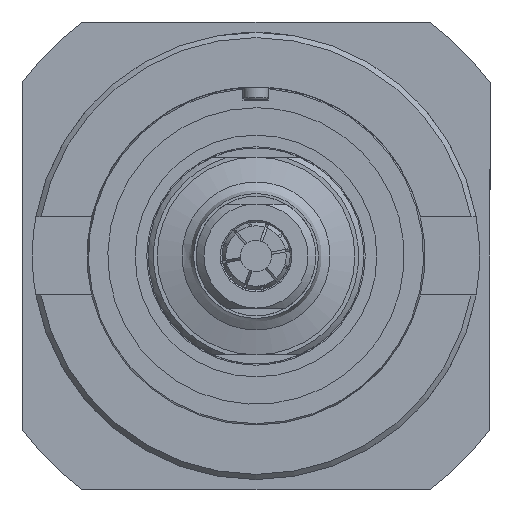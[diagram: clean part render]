
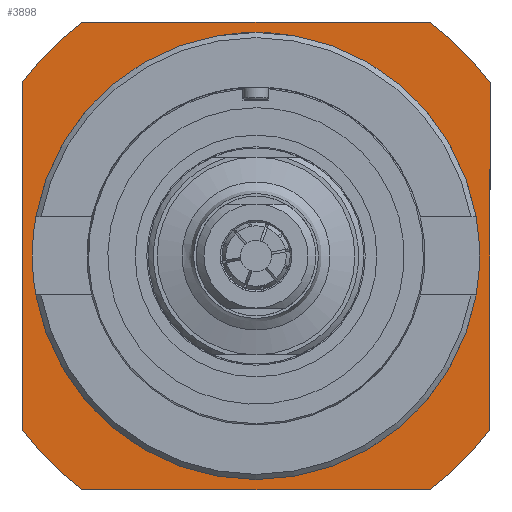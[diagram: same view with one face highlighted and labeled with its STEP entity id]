
A CAD part, left-side view. The second image highlights one B-rep face of the part: STEP entity #3898.
In plain terms, the highlighted planar face has unit normal (-1, 0, 0).
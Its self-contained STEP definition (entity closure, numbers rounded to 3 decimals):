
#3527=CARTESIAN_POINT('',(0.,-33.332,45.));
#3528=VERTEX_POINT('',#3527);
#3529=CARTESIAN_POINT('',(0.,33.332,45.0));
#3530=VERTEX_POINT('',#3529);
#3531=CARTESIAN_POINT('',(0.,-33.332,45.));
#3532=DIRECTION('',(0.0,1.0,0.0));
#3533=VECTOR('',#3532,66.663);
#3534=LINE('',#3531,#3533);
#3535=EDGE_CURVE('',#3528,#3530,#3534,.T.);
#3567=CARTESIAN_POINT('',(0.,-45.,-33.332));
#3568=VERTEX_POINT('',#3567);
#3569=CARTESIAN_POINT('',(0.,-45.,33.332));
#3570=VERTEX_POINT('',#3569);
#3571=CARTESIAN_POINT('',(0.,-45.,-33.332));
#3572=DIRECTION('',(0.0,0.0,1.0));
#3573=VECTOR('',#3572,66.663);
#3574=LINE('',#3571,#3573);
#3575=EDGE_CURVE('',#3568,#3570,#3574,.T.);
#3625=CARTESIAN_POINT('',(0.,33.332,-45.0));
#3626=VERTEX_POINT('',#3625);
#3627=CARTESIAN_POINT('',(0.,-33.332,-45.0));
#3628=VERTEX_POINT('',#3627);
#3629=CARTESIAN_POINT('',(0.,33.332,-45.0));
#3630=DIRECTION('',(0.0,-1.0,0.0));
#3631=VECTOR('',#3630,66.663);
#3632=LINE('',#3629,#3631);
#3633=EDGE_CURVE('',#3626,#3628,#3632,.T.);
#3665=CARTESIAN_POINT('',(0.,45.0,33.332));
#3666=VERTEX_POINT('',#3665);
#3667=CARTESIAN_POINT('',(0.,45.0,-33.332));
#3668=VERTEX_POINT('',#3667);
#3669=CARTESIAN_POINT('',(0.,45.0,33.332));
#3670=DIRECTION('',(0.0,0.0,-1.0));
#3671=VECTOR('',#3670,66.663);
#3672=LINE('',#3669,#3671);
#3673=EDGE_CURVE('',#3666,#3668,#3672,.T.);
#3757=CARTESIAN_POINT('',(0.,0.,0.0));
#3758=DIRECTION('',(1.0,0.0,0.0));
#3759=DIRECTION('',(0.0,1.0,0.0));
#3760=AXIS2_PLACEMENT_3D('',#3757,#3758,#3759);
#3761=CIRCLE('',#3760,56.0);
#3762=EDGE_CURVE('',#3626,#3668,#3761,.T.);
#3775=CARTESIAN_POINT('',(0.,0.,0.0));
#3776=DIRECTION('',(1.0,0.0,0.0));
#3777=DIRECTION('',(0.0,1.0,0.0));
#3778=AXIS2_PLACEMENT_3D('',#3775,#3776,#3777);
#3779=CIRCLE('',#3778,56.0);
#3780=EDGE_CURVE('',#3568,#3628,#3779,.T.);
#3793=CARTESIAN_POINT('',(0.,0.,0.0));
#3794=DIRECTION('',(1.0,0.0,0.0));
#3795=DIRECTION('',(0.0,1.0,0.0));
#3796=AXIS2_PLACEMENT_3D('',#3793,#3794,#3795);
#3797=CIRCLE('',#3796,56.0);
#3798=EDGE_CURVE('',#3528,#3570,#3797,.T.);
#3866=CARTESIAN_POINT('',(0.0,28.0,0.0));
#3867=DIRECTION('',(-1.0,0.0,0.0));
#3868=DIRECTION('',(0.0,0.0,1.0));
#3869=AXIS2_PLACEMENT_3D('',#3866,#3867,#3868);
#3870=PLANE('',#3869);
#3871=ORIENTED_EDGE('',*,*,#3535,.T.);
#3872=CARTESIAN_POINT('',(0.,0.,0.0));
#3873=DIRECTION('',(1.0,0.0,0.0));
#3874=DIRECTION('',(0.0,1.0,0.0));
#3875=AXIS2_PLACEMENT_3D('',#3872,#3873,#3874);
#3876=CIRCLE('',#3875,56.0);
#3877=EDGE_CURVE('',#3666,#3530,#3876,.T.);
#3878=ORIENTED_EDGE('',*,*,#3877,.F.);
#3879=ORIENTED_EDGE('',*,*,#3673,.T.);
#3880=ORIENTED_EDGE('',*,*,#3762,.F.);
#3881=ORIENTED_EDGE('',*,*,#3633,.T.);
#3882=ORIENTED_EDGE('',*,*,#3780,.F.);
#3883=ORIENTED_EDGE('',*,*,#3575,.T.);
#3884=ORIENTED_EDGE('',*,*,#3798,.F.);
#3885=EDGE_LOOP('',(#3871,#3878,#3879,#3880,#3881,#3882,#3883,#3884));
#3886=FACE_OUTER_BOUND('',#3885,.T.);
#3887=CARTESIAN_POINT('',(0.,43.,0.));
#3888=VERTEX_POINT('',#3887);
#3889=CARTESIAN_POINT('',(0.,0.,0.));
#3890=DIRECTION('',(1.0,0.0,0.0));
#3891=DIRECTION('',(0.0,1.0,0.0));
#3892=AXIS2_PLACEMENT_3D('',#3889,#3890,#3891);
#3893=CIRCLE('',#3892,43.);
#3894=EDGE_CURVE('',#3888,#3888,#3893,.T.);
#3895=ORIENTED_EDGE('',*,*,#3894,.T.);
#3896=EDGE_LOOP('',(#3895));
#3897=FACE_BOUND('',#3896,.T.);
#3898=ADVANCED_FACE('',(#3886,#3897),#3870,.T.);
